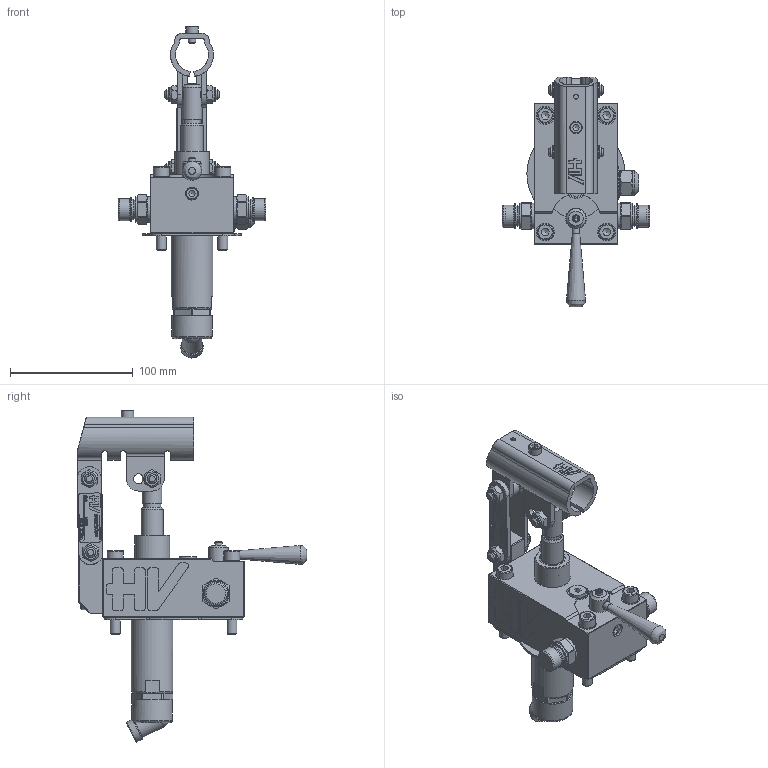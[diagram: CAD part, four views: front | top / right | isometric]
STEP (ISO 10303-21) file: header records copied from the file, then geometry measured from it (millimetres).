
FILE_DESCRIPTION((''),'2;1');
FILE_NAME('6056.7000.00.00_D3_BLOCCATO.stp','2017-02-22T12:12:29',('christian.scardovi'),(''),'Autodesk Inventor 2013','Autodesk Inventor 2013','');
FILE_SCHEMA(('AUTOMOTIVE_DESIGN { 1 0 10303 214 1 1 1 1 }'));
Length unit declared in the file: millimetre
Products named in the file (1): 6056.7000.00.00_D3_BLOCCATO
Bounding box: 120 x 187 x 270.34 mm (x, y, z)
Volume: 27659.7 mm3; surface area: 279475.4 mm2
Topology: 27 solids, 58 shells, 2896 faces, 7209 edges, 4618 vertices
Faces by surface type: plane 1538, cylinder 622, bspline 310, cone 298, torus 122, sphere 6
Full cylindrical faces by diameter (mm): 4 x8, 4.917 x2, 5 x4, 6 x8, 6.647 x4, 7 x2, 8 x54, 8.5 x4, 8.6 x8, 9 x4, 10 x6, 10.5 x2, 11.05 x12, 11.445 x4, 12 x8, 13 x16, 14 x8, 14.5 x8, 14.95 x2, 15.9 x2, 16 x12, 16.6 x6, 16.95 x2, 17 x2, 17.5 x2, 18 x10, 20 x8, 21 x10, 24.6 x2, 26 x2
Entity records: 86127 total; most frequent: CARTESIAN_POINT 20261, ORIENTED_EDGE 13100, DIRECTION 12259, EDGE_CURVE 6550, VERTEX_POINT 4412, AXIS2_PLACEMENT_3D 4281, EDGE_LOOP 3718, VECTOR 3697
